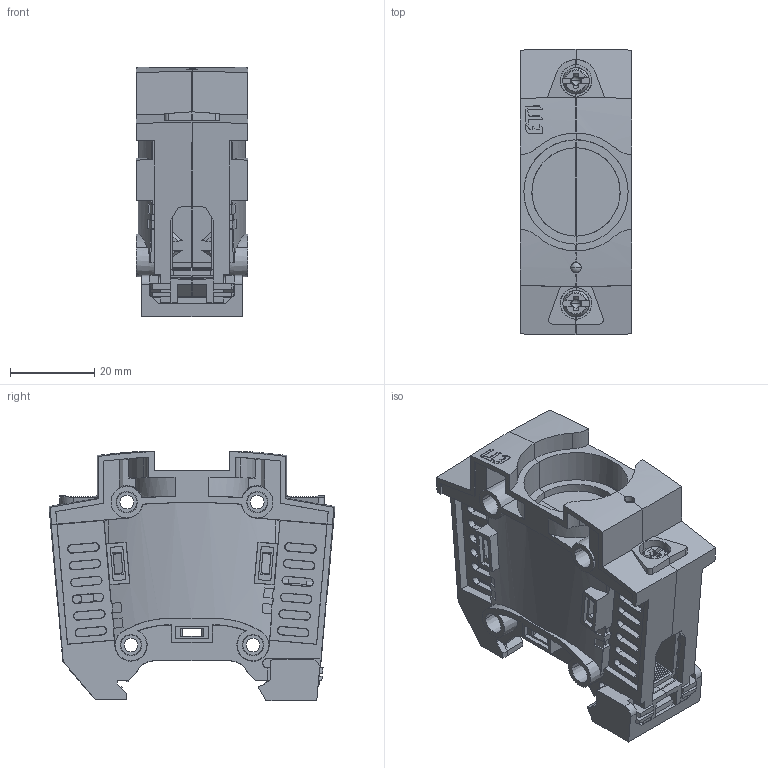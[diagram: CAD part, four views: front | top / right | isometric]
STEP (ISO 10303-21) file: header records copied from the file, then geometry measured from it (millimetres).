
FILE_DESCRIPTION((''),'2;1');
FILE_NAME('SGFSG_ASM','2021-05-10T',('marketing.praksa'),('Audax d.o.o.'),'CREO PARAMETRIC BY PTC INC, 2017480','CREO PARAMETRIC BY PTC INC, 2017480','');
FILE_SCHEMA(('AUTOMOTIVE_DESIGN { 1 0 10303 214 1 1 1 1 }'));
Products named in the file (13): 89_SCREW_1_1_2_3_4_5_1_1_1_2_3; PRT0143_1_1_1_1_2_3; PRT0143_1_2_1_1_2_3; PRT0143_1_3_1_1_2_3; PRT0143_1_ASM_1_1_2_3_ASM; 0000000470_1_1_1_2_3_4_5_1_1__3; ASM0094_ASM_1_1_2_3_4_5_ASM_1_3_ASM; 0000040176_1_1_1_2_3_4_5_1_1__3; POKROV_7_1_1_1_2_3; 0000049287_1_1_1_1_2_3; PRT9501_1_1_1_2_3; 0000040414_2_1_1_1_2_3; SGFSG_ASM
Assembly tree (13 placements, depth 4):
  SGFSG_ASM
    89_SCREW_1_1_2_3_4_5_1_1_1_2_3  x2
    ASM0094_ASM_1_1_2_3_4_5_ASM_1_3_ASM
      PRT0143_1_ASM_1_1_2_3_ASM
        PRT0143_1_1_1_1_2_3
        PRT0143_1_2_1_1_2_3
        PRT0143_1_3_1_1_2_3
      0000000470_1_1_1_2_3_4_5_1_1__3
    0000040176_1_1_1_2_3_4_5_1_1__3
    POKROV_7_1_1_1_2_3
    0000049287_1_1_1_1_2_3
    PRT9501_1_1_1_2_3
    0000040414_2_1_1_1_2_3
Bounding box: 26.6 x 68 x 59.26 mm (x, y, z)
Volume: 49384.4 mm3; surface area: 36576.4 mm2
Topology: 11 solids, 24 shells, 1734 faces, 5028 edges, 3387 vertices
Faces by surface type: plane 1254, cylinder 242, cone 216, bspline 8, torus 8, sphere 6
Entity records: 85959 total; most frequent: CARTESIAN_POINT 12753, ORIENTED_EDGE 9730, DIRECTION 8678, PRESENTATION_STYLE_ASSIGNMENT 6594, STYLED_ITEM 6594, CURVE_STYLE 4891, EDGE_CURVE 4891, VECTOR 3364
